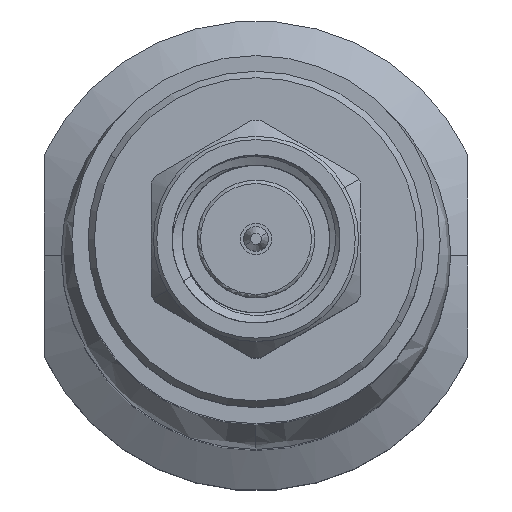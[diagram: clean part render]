
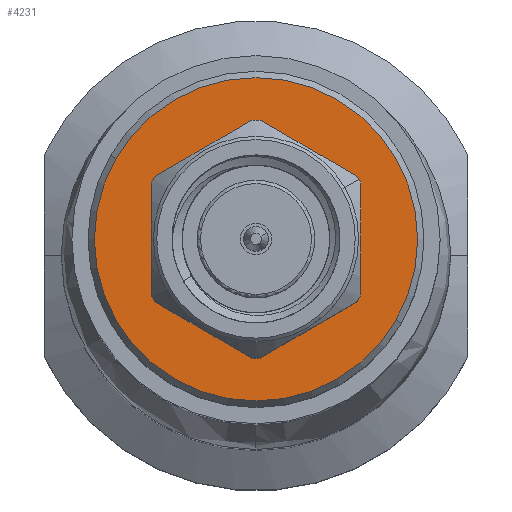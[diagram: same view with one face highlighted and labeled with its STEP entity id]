
A CAD part, top view. The second image highlights one B-rep face of the part: STEP entity #4231.
In plain terms, the highlighted face is planar.
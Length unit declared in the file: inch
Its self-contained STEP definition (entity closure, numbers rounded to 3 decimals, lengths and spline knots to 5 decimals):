
#443 = VERTEX_POINT ( 'NONE', #8389 ) ;
#637 = CARTESIAN_POINT ( 'NONE',  ( 0.34695, 0., 0.24069 ) ) ;
#684 = CIRCLE ( 'NONE', #5246, 0.24069 ) ;
#1120 = CARTESIAN_POINT ( 'NONE',  ( 0.34695, 0., 0. ) ) ;
#1232 = DIRECTION ( 'NONE',  ( -1., 0., 0. ) ) ;
#1309 = VERTEX_POINT ( 'NONE', #637 ) ;
#1509 = AXIS2_PLACEMENT_3D ( 'NONE', #4305, #8252, #1725 ) ;
#1607 = CARTESIAN_POINT ( 'NONE',  ( 0.34695, 0., 0. ) ) ;
#1725 = DIRECTION ( 'NONE',  ( 0., 0., 1. ) ) ;
#2002 = EDGE_LOOP ( 'NONE', ( #7639, #6848 ) ) ;
#2118 = AXIS2_PLACEMENT_3D ( 'NONE', #1607, #5466, #6884 ) ;
#2264 = PLANE ( 'NONE',  #2118 ) ;
#4231 = ADVANCED_FACE ( 'NONE', ( #8187 ), #2264, .F. ) ;
#4305 = CARTESIAN_POINT ( 'NONE',  ( 0.34695, 0., 0. ) ) ;
#5015 = DIRECTION ( 'NONE',  ( 0., 0., 1. ) ) ;
#5246 = AXIS2_PLACEMENT_3D ( 'NONE', #1120, #1232, #5015 ) ;
#5466 = DIRECTION ( 'NONE',  ( 1., 0., 0. ) ) ;
#5760 = CIRCLE ( 'NONE', #1509, 0.24069 ) ;
#6848 = ORIENTED_EDGE ( 'NONE', *, *, #7863, .T. ) ;
#6884 = DIRECTION ( 'NONE',  ( 0., 0., -1. ) ) ;
#7082 = EDGE_CURVE ( 'NONE', #443, #1309, #684, .T. ) ;
#7639 = ORIENTED_EDGE ( 'NONE', *, *, #7082, .T. ) ;
#7863 = EDGE_CURVE ( 'NONE', #1309, #443, #5760, .T. ) ;
#8187 = FACE_OUTER_BOUND ( 'NONE', #2002, .T. ) ;
#8252 = DIRECTION ( 'NONE',  ( -1., 0., 0. ) ) ;
#8389 = CARTESIAN_POINT ( 'NONE',  ( 0.34695, 0., -0.24069 ) ) ;
